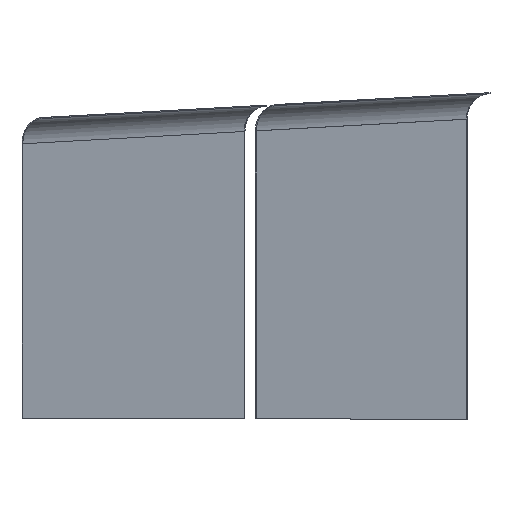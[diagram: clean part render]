
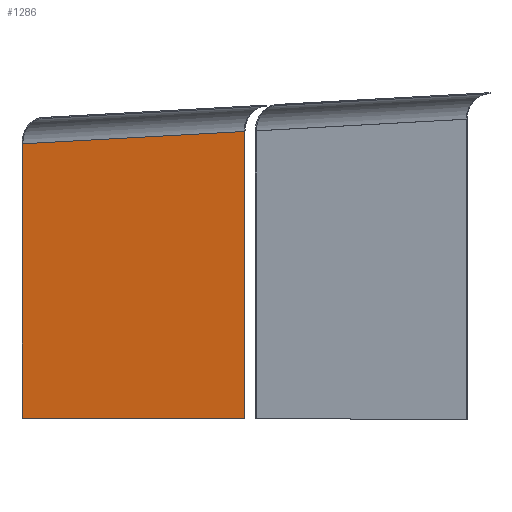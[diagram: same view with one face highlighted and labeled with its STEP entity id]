
A CAD part, top view. The second image highlights one B-rep face of the part: STEP entity #1286.
In plain terms, the highlighted planar face has unit normal (0.851, 0, 0.526).
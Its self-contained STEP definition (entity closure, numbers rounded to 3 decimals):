
#724 = PLANE('',#725);
#725 = AXIS2_PLACEMENT_3D('',#726,#727,#728);
#726 = CARTESIAN_POINT('',(11363.495,22.278,
    3181.432));
#727 = DIRECTION('',(-0.526,0.,0.851));
#728 = DIRECTION('',(0.851,0.,0.526));
#777 = PLANE('',#778);
#778 = AXIS2_PLACEMENT_3D('',#779,#780,#781);
#779 = CARTESIAN_POINT('',(2185.894,0.,-2850.41));
#780 = DIRECTION('',(0.609,0.,-0.794));
#781 = DIRECTION('',(0.,-1.,0.));
#876 = VERTEX_POINT('',#877);
#877 = CARTESIAN_POINT('',(11352.112,0.,3174.397));
#890 = PLANE('',#891);
#891 = AXIS2_PLACEMENT_3D('',#892,#893,#894);
#892 = CARTESIAN_POINT('',(0.,0.,-7500.));
#893 = DIRECTION('',(0.,-1.,-0.));
#894 = DIRECTION('',(1.,0.,0.));
#901 = EDGE_CURVE('',#902,#876,#904,.T.);
#902 = VERTEX_POINT('',#903);
#903 = CARTESIAN_POINT('',(11352.112,544.555,
    3174.397));
#904 = SURFACE_CURVE('',#905,(#909,#915),.PCURVE_S1.);
#905 = LINE('',#906,#907);
#906 = CARTESIAN_POINT('',(11352.112,11.139,
    3174.397));
#907 = VECTOR('',#908,1.);
#908 = DIRECTION('',(0.,-1.,0.));
#909 = PCURVE('',#724,#910);
#910 = DEFINITIONAL_REPRESENTATION('',(#911),#914);
#911 = B_SPLINE_CURVE_WITH_KNOTS('',1,(#912,#913),.UNSPECIFIED.,.F.,.F.,
  (2,2),(-664.857,618.047),.PIECEWISE_BEZIER_KNOTS.);
#912 = CARTESIAN_POINT('',(-13.381,653.718));
#913 = CARTESIAN_POINT('',(-13.381,-629.186));
#914 = ( GEOMETRIC_REPRESENTATION_CONTEXT(2) 
PARAMETRIC_REPRESENTATION_CONTEXT() REPRESENTATION_CONTEXT('2D SPACE',''
  ) );
#915 = PCURVE('',#916,#921);
#916 = PLANE('',#917);
#917 = AXIS2_PLACEMENT_3D('',#918,#919,#920);
#918 = CARTESIAN_POINT('',(9634.058,0.,5954.238));
#919 = DIRECTION('',(0.851,0.,0.526));
#920 = DIRECTION('',(0.,-1.,0.));
#921 = DEFINITIONAL_REPRESENTATION('',(#922),#925);
#922 = B_SPLINE_CURVE_WITH_KNOTS('',1,(#923,#924),.UNSPECIFIED.,.F.,.F.,
  (2,2),(-664.857,618.047),.PIECEWISE_BEZIER_KNOTS.);
#923 = CARTESIAN_POINT('',(-675.995,3267.909));
#924 = CARTESIAN_POINT('',(606.909,3267.909));
#925 = ( GEOMETRIC_REPRESENTATION_CONTEXT(2) 
PARAMETRIC_REPRESENTATION_CONTEXT() REPRESENTATION_CONTEXT('2D SPACE',''
  ) );
#944 = CYLINDRICAL_SURFACE('',#945,48.);
#945 = AXIS2_PLACEMENT_3D('',#946,#947,#948);
#946 = CARTESIAN_POINT('',(10972.624,520.074,
    3879.716));
#947 = DIRECTION('',(0.525,0.031,-0.85));
#948 = DIRECTION('',(-0.058,0.998,
    0.));
#1070 = EDGE_CURVE('',#1071,#1073,#1075,.T.);
#1071 = VERTEX_POINT('',#1072);
#1072 = CARTESIAN_POINT('',(10930.921,0.,3855.892));
#1073 = VERTEX_POINT('',#1074);
#1074 = CARTESIAN_POINT('',(10930.921,520.023,
    3855.892));
#1075 = SURFACE_CURVE('',#1076,(#1080,#1086),.PCURVE_S1.);
#1076 = LINE('',#1077,#1078);
#1077 = CARTESIAN_POINT('',(10930.921,0.,3855.892));
#1078 = VECTOR('',#1079,1.);
#1079 = DIRECTION('',(-0.,1.,0.));
#1080 = PCURVE('',#777,#1081);
#1081 = DEFINITIONAL_REPRESENTATION('',(#1082),#1085);
#1082 = B_SPLINE_CURVE_WITH_KNOTS('',1,(#1083,#1084),.UNSPECIFIED.,.F.,
  .F.,(2,2),(-12000000.,12000000.),.PIECEWISE_BEZIER_KNOTS.);
#1083 = CARTESIAN_POINT('',(12000000.,-11020.434));
#1084 = CARTESIAN_POINT('',(-12000000.,-11020.434));
#1085 = ( GEOMETRIC_REPRESENTATION_CONTEXT(2) 
PARAMETRIC_REPRESENTATION_CONTEXT() REPRESENTATION_CONTEXT('2D SPACE',''
  ) );
#1086 = PCURVE('',#916,#1087);
#1087 = DEFINITIONAL_REPRESENTATION('',(#1088),#1091);
#1088 = B_SPLINE_CURVE_WITH_KNOTS('',1,(#1089,#1090),.UNSPECIFIED.,.F.,
  .F.,(2,2),(-12000000.,12000000.),.PIECEWISE_BEZIER_KNOTS.);
#1089 = CARTESIAN_POINT('',(12000000.,2466.761));
#1090 = CARTESIAN_POINT('',(-12000000.,2466.761));
#1091 = ( GEOMETRIC_REPRESENTATION_CONTEXT(2) 
PARAMETRIC_REPRESENTATION_CONTEXT() REPRESENTATION_CONTEXT('2D SPACE',''
  ) );
#1264 = EDGE_CURVE('',#1073,#902,#1265,.T.);
#1265 = SURFACE_CURVE('',#1266,(#1270,#1277),.PCURVE_S1.);
#1266 = LINE('',#1267,#1268);
#1267 = CARTESIAN_POINT('',(10931.793,520.074,
    3854.481));
#1268 = VECTOR('',#1269,1.);
#1269 = DIRECTION('',(0.525,0.031,-0.85)
  );
#1270 = PCURVE('',#944,#1271);
#1271 = DEFINITIONAL_REPRESENTATION('',(#1272),#1276);
#1272 = LINE('',#1273,#1274);
#1273 = CARTESIAN_POINT('',(-1.521,0.));
#1274 = VECTOR('',#1275,1.);
#1275 = DIRECTION('',(-0.,1.));
#1276 = ( GEOMETRIC_REPRESENTATION_CONTEXT(2) 
PARAMETRIC_REPRESENTATION_CONTEXT() REPRESENTATION_CONTEXT('2D SPACE',''
  ) );
#1277 = PCURVE('',#916,#1278);
#1278 = DEFINITIONAL_REPRESENTATION('',(#1279),#1283);
#1279 = LINE('',#1280,#1281);
#1280 = CARTESIAN_POINT('',(-520.074,2468.42));
#1281 = VECTOR('',#1282,1.);
#1282 = DIRECTION('',(-0.031,1.));
#1283 = ( GEOMETRIC_REPRESENTATION_CONTEXT(2) 
PARAMETRIC_REPRESENTATION_CONTEXT() REPRESENTATION_CONTEXT('2D SPACE',''
  ) );
#1286 = ADVANCED_FACE('',(#1287),#916,.T.);
#1287 = FACE_BOUND('',#1288,.T.);
#1288 = EDGE_LOOP('',(#1289,#1290,#1291,#1310));
#1289 = ORIENTED_EDGE('',*,*,#1264,.F.);
#1290 = ORIENTED_EDGE('',*,*,#1070,.F.);
#1291 = ORIENTED_EDGE('',*,*,#1292,.T.);
#1292 = EDGE_CURVE('',#1071,#876,#1293,.T.);
#1293 = SURFACE_CURVE('',#1294,(#1298,#1304),.PCURVE_S1.);
#1294 = LINE('',#1295,#1296);
#1295 = CARTESIAN_POINT('',(11311.117,0.,3240.728));
#1296 = VECTOR('',#1297,1.);
#1297 = DIRECTION('',(0.526,0.,-0.851));
#1298 = PCURVE('',#916,#1299);
#1299 = DEFINITIONAL_REPRESENTATION('',(#1300),#1303);
#1300 = B_SPLINE_CURVE_WITH_KNOTS('',1,(#1301,#1302),.UNSPECIFIED.,.F.,
  .F.,(2,2),(-803.285,158.092),.PIECEWISE_BEZIER_KNOTS.);
#1301 = CARTESIAN_POINT('',(0.,2386.646));
#1302 = CARTESIAN_POINT('',(0.,3348.023));
#1303 = ( GEOMETRIC_REPRESENTATION_CONTEXT(2) 
PARAMETRIC_REPRESENTATION_CONTEXT() REPRESENTATION_CONTEXT('2D SPACE',''
  ) );
#1304 = PCURVE('',#890,#1305);
#1305 = DEFINITIONAL_REPRESENTATION('',(#1306),#1309);
#1306 = B_SPLINE_CURVE_WITH_KNOTS('',1,(#1307,#1308),.UNSPECIFIED.,.F.,
  .F.,(2,2),(-803.285,158.092),.PIECEWISE_BEZIER_KNOTS.);
#1307 = CARTESIAN_POINT('',(10888.802,11424.041));
#1308 = CARTESIAN_POINT('',(11394.231,10606.247));
#1309 = ( GEOMETRIC_REPRESENTATION_CONTEXT(2) 
PARAMETRIC_REPRESENTATION_CONTEXT() REPRESENTATION_CONTEXT('2D SPACE',''
  ) );
#1310 = ORIENTED_EDGE('',*,*,#901,.F.);
